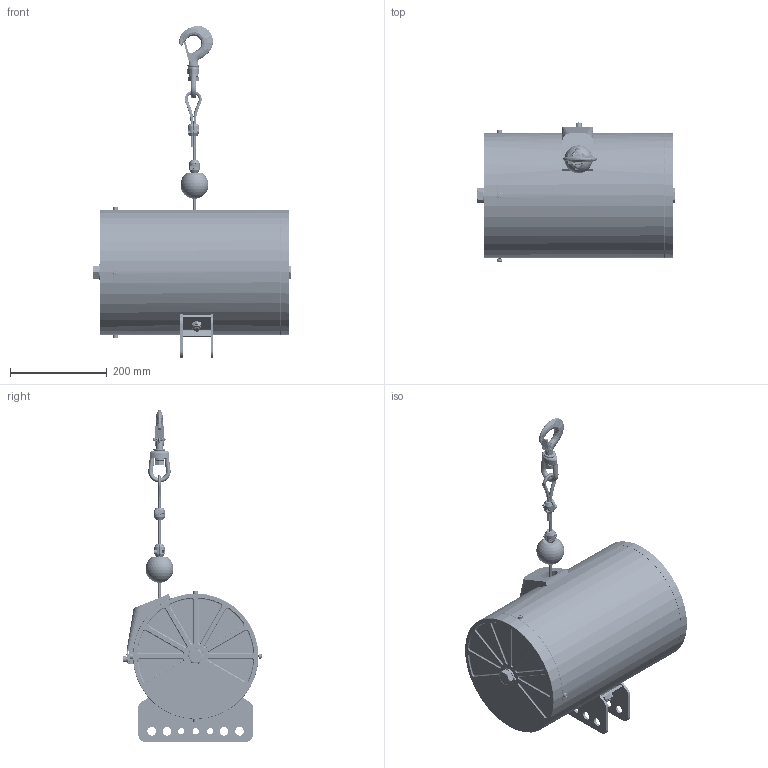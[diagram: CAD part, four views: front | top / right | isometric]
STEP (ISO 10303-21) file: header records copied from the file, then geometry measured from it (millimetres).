
FILE_DESCRIPTION((''),'2;1');
FILE_NAME('U_B-220-118.stp','2011-09-08T08:53:06',('jholman'),(''),'Autodesk Inventor 2011','Autodesk Inventor 2011','');
FILE_SCHEMA(('AUTOMOTIVE_DESIGN { 1 0 10303 214 1 1 1 1 }'));
Length unit declared in the file: millimetre
Products named in the file (32): 110221-kab_160_lyout_simple_asm; KAB_160_1013_HOUSING; KAB_160_1031_BRACKET_ASSY; KAB_160_1019_ENDCAP; KAB_160_1035_SPRINGPIN; KAB_160_1023_WIREGUIDE; KAB_000_1020_WASHER; KAB_000_1021_BALLSCREWBOLT; KAB_000_1005_WRENCHBOLT; KAB_160_1032_BOLT; KAB_160_1033_LOCKNUT; KAB_160_1024_GUIDEPLATE; KAB_160_1028_SPRINGWASHER; KAB_160_1025_WRENCHBOLT; KAB_160_1004_ENDCAP; KAB_000_1002_WASHER; KAB_000_1001_BALLSCREWBOLT; KAB_070_HOOK_ASSY__ASM; KAB_160_1039-REV1; KAB_070_1026_; HOOK_LYOUT_ASM; LORD_BLOCK_1; LORD_BLOCK_5; LORD_BLOCK_7; LORD_BLOCK_8; LORD_BLOCK_2; LORD_BLOCK_3; LORD_BLOCK_4; LORD_BLOCK_6; KAB_000_1030_STOPCLIP1; KAB_000_1030_STOPCLIP2; M5_15
Assembly tree (41 placements, depth 4):
  110221-kab_160_lyout_simple_asm
    KAB_160_1013_HOUSING
    KAB_160_1031_BRACKET_ASSY
    KAB_160_1019_ENDCAP
    KAB_160_1035_SPRINGPIN
    KAB_160_1023_WIREGUIDE
    KAB_000_1020_WASHER
    KAB_000_1021_BALLSCREWBOLT
    KAB_000_1005_WRENCHBOLT  x4
    KAB_160_1032_BOLT  x2
    KAB_160_1033_LOCKNUT  x2
    KAB_160_1024_GUIDEPLATE
    KAB_160_1028_SPRINGWASHER
    KAB_160_1025_WRENCHBOLT
    KAB_160_1004_ENDCAP
    KAB_000_1002_WASHER
    KAB_000_1001_BALLSCREWBOLT
    KAB_070_HOOK_ASSY__ASM
      KAB_160_1039-REV1
      KAB_070_1026_
      HOOK_LYOUT_ASM
        LORD_BLOCK_1
        LORD_BLOCK_5
        LORD_BLOCK_7
        LORD_BLOCK_8
        LORD_BLOCK_2
        LORD_BLOCK_3
        LORD_BLOCK_4
        LORD_BLOCK_6
      KAB_000_1030_STOPCLIP1  x2
      KAB_000_1030_STOPCLIP2  x2
      M5_15  x4
Bounding box: 411.4 x 288.05 x 687.94 mm (x, y, z)
Volume: 5404804.2 mm3; surface area: 1332401.8 mm2
Topology: 37 solids, 43 shells, 1655 faces, 5151 edges, 3615 vertices
Faces by surface type: cylinder 552, plane 468, bspline 397, torus 129, cone 87, sphere 22
Full cylindrical faces by diameter (mm): 0.5 x5, 3 x5, 4 x1, 5 x7, 5.3 x4, 6 x1, 6.5 x7, 6.6 x8, 8 x1, 8.5 x4, 9 x1, 10 x4, 12 x41, 12.5 x1, 13 x6, 13.5 x2, 14 x4, 18 x58, 18.6 x2, 20 x2, 21 x2, 25 x1, 32.5 x2, 45 x1, 50 x1, 55 x1, 60 x1, 155 x1, 164 x1, 166 x1
Entity records: 112853 total; most frequent: CARTESIAN_POINT 82133, ORIENTED_EDGE 6924, DIRECTION 5156, EDGE_CURVE 3462, VERTEX_POINT 2496, AXIS2_PLACEMENT_3D 2089, EDGE_LOOP 1487, B_SPLINE_CURVE_WITH_KNOTS 1398
